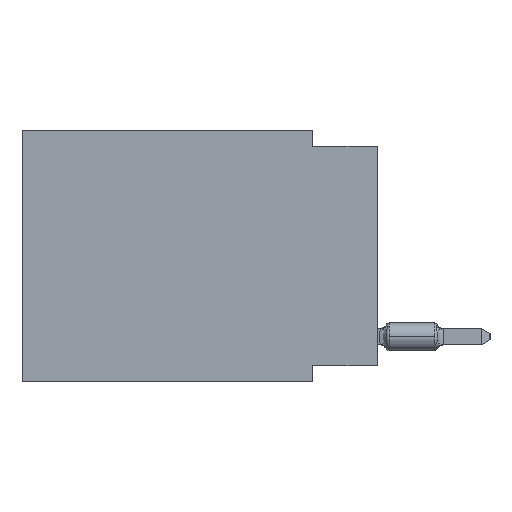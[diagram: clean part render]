
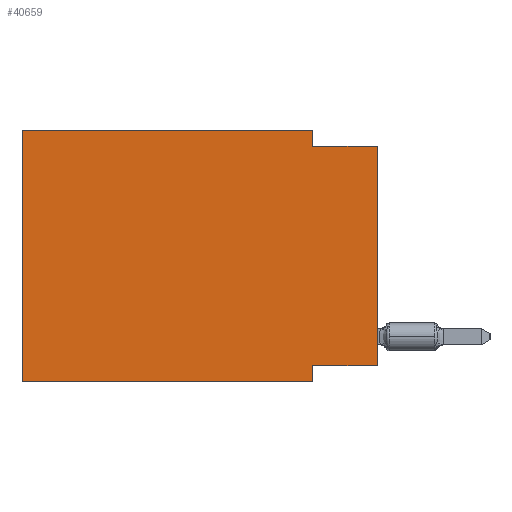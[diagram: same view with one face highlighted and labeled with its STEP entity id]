
A CAD part, left-side view. The second image highlights one B-rep face of the part: STEP entity #40659.
In plain terms, the highlighted planar face has unit normal (-1, 0, 0).
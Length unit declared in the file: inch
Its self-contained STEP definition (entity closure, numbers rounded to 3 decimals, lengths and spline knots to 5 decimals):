
#2891 = VECTOR ( 'NONE', #11360, 39.37008 ) ;
#3231 = EDGE_CURVE ( 'NONE', #32750, #17210, #57057, .T. ) ;
#4662 = CARTESIAN_POINT ( 'NONE',  ( 0., 0.55, -0.39 ) ) ;
#4878 = LINE ( 'NONE', #62638, #28010 ) ;
#5429 = EDGE_CURVE ( 'NONE', #7827, #63202, #19097, .T. ) ;
#7199 = VECTOR ( 'NONE', #37530, 39.37008 ) ;
#7617 = DIRECTION ( 'NONE',  ( 1., 0., 0. ) ) ;
#7827 = VERTEX_POINT ( 'NONE', #45022 ) ;
#7845 = DIRECTION ( 'NONE',  ( 0., -1., 0. ) ) ;
#10794 = CARTESIAN_POINT ( 'NONE',  ( 0., 0., 0. ) ) ;
#11360 = DIRECTION ( 'NONE',  ( 0., -1., 0. ) ) ;
#11984 = EDGE_CURVE ( 'NONE', #46731, #17210, #4878, .T. ) ;
#12287 = AXIS2_PLACEMENT_3D ( 'NONE', #80634, #7617, #33536 ) ;
#13293 = ORIENTED_EDGE ( 'NONE', *, *, #3231, .T. ) ;
#13776 = ORIENTED_EDGE ( 'NONE', *, *, #21233, .F. ) ;
#17210 = VERTEX_POINT ( 'NONE', #44357 ) ;
#19097 = LINE ( 'NONE', #45004, #76624 ) ;
#19963 = CARTESIAN_POINT ( 'NONE',  ( 0., 0.55, 0. ) ) ;
#21233 = EDGE_CURVE ( 'NONE', #32750, #7827, #23634, .T. ) ;
#23634 = LINE ( 'NONE', #29581, #59327 ) ;
#27150 = CARTESIAN_POINT ( 'NONE',  ( 0., 0.1, 0. ) ) ;
#27526 = EDGE_LOOP ( 'NONE', ( #13293, #49549, #75207, #48635, #37528, #62816, #52631, #13776 ) ) ;
#28010 = VECTOR ( 'NONE', #30798, 39.37008 ) ;
#28276 = EDGE_CURVE ( 'NONE', #54629, #63202, #36842, .T. ) ;
#28517 = CARTESIAN_POINT ( 'NONE',  ( 0., 0.1, 0. ) ) ;
#29581 = CARTESIAN_POINT ( 'NONE',  ( 0., 0., -0.365 ) ) ;
#30798 = DIRECTION ( 'NONE',  ( 0., -1., 0. ) ) ;
#32750 = VERTEX_POINT ( 'NONE', #58817 ) ;
#33536 = DIRECTION ( 'NONE',  ( 0., 0., -1. ) ) ;
#34058 = DIRECTION ( 'NONE',  ( 0., 0., -1. ) ) ;
#36842 = LINE ( 'NONE', #62745, #2891 ) ;
#36928 = DIRECTION ( 'NONE',  ( 0., 0., -1. ) ) ;
#37528 = ORIENTED_EDGE ( 'NONE', *, *, #72581, .F. ) ;
#37530 = DIRECTION ( 'NONE',  ( 0., 0., 1. ) ) ;
#38418 = VECTOR ( 'NONE', #50897, 39.37008 ) ;
#40659 = ADVANCED_FACE ( 'NONE', ( #65814 ), #48354, .F. ) ;
#42700 = EDGE_CURVE ( 'NONE', #45537, #53574, #54103, .T. ) ;
#44357 = CARTESIAN_POINT ( 'NONE',  ( 0., 0., -0.025 ) ) ;
#45004 = CARTESIAN_POINT ( 'NONE',  ( 0., 0.1, -0.39 ) ) ;
#45022 = CARTESIAN_POINT ( 'NONE',  ( 0., 0.1, -0.365 ) ) ;
#45537 = VERTEX_POINT ( 'NONE', #19963 ) ;
#46731 = VERTEX_POINT ( 'NONE', #65400 ) ;
#48354 = PLANE ( 'NONE',  #12287 ) ;
#48635 = ORIENTED_EDGE ( 'NONE', *, *, #42700, .F. ) ;
#49549 = ORIENTED_EDGE ( 'NONE', *, *, #11984, .F. ) ;
#50897 = DIRECTION ( 'NONE',  ( 0., 0., 1. ) ) ;
#52631 = ORIENTED_EDGE ( 'NONE', *, *, #5429, .F. ) ;
#53574 = VERTEX_POINT ( 'NONE', #27150 ) ;
#54103 = LINE ( 'NONE', #59663, #81535 ) ;
#54629 = VERTEX_POINT ( 'NONE', #4662 ) ;
#57057 = LINE ( 'NONE', #10794, #7199 ) ;
#57254 = CARTESIAN_POINT ( 'NONE',  ( 0., 0.55, 0. ) ) ;
#57622 = CARTESIAN_POINT ( 'NONE',  ( 0., 0.1, -0.39 ) ) ;
#57682 = LINE ( 'NONE', #57254, #38418 ) ;
#58817 = CARTESIAN_POINT ( 'NONE',  ( 0., 0., -0.365 ) ) ;
#59327 = VECTOR ( 'NONE', #68226, 39.37008 ) ;
#59663 = CARTESIAN_POINT ( 'NONE',  ( 0., 0.55, 0. ) ) ;
#62638 = CARTESIAN_POINT ( 'NONE',  ( 0., 0., -0.025 ) ) ;
#62745 = CARTESIAN_POINT ( 'NONE',  ( 0., 0.55, -0.39 ) ) ;
#62816 = ORIENTED_EDGE ( 'NONE', *, *, #28276, .T. ) ;
#63202 = VERTEX_POINT ( 'NONE', #57622 ) ;
#63703 = EDGE_CURVE ( 'NONE', #53574, #46731, #72721, .T. ) ;
#65400 = CARTESIAN_POINT ( 'NONE',  ( 0., 0.1, -0.025 ) ) ;
#65814 = FACE_OUTER_BOUND ( 'NONE', #27526, .T. ) ;
#68226 = DIRECTION ( 'NONE',  ( 0., 1., 0. ) ) ;
#72581 = EDGE_CURVE ( 'NONE', #54629, #45537, #57682, .T. ) ;
#72721 = LINE ( 'NONE', #28517, #81743 ) ;
#75207 = ORIENTED_EDGE ( 'NONE', *, *, #63703, .F. ) ;
#76624 = VECTOR ( 'NONE', #36928, 39.37008 ) ;
#80634 = CARTESIAN_POINT ( 'NONE',  ( 0., 0.55, 0. ) ) ;
#81535 = VECTOR ( 'NONE', #7845, 39.37008 ) ;
#81743 = VECTOR ( 'NONE', #34058, 39.37008 ) ;
